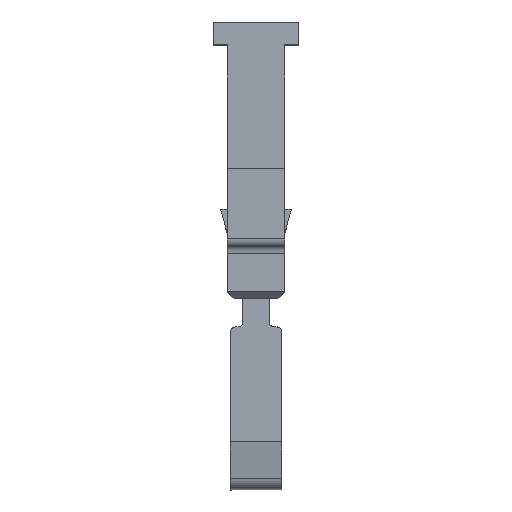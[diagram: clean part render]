
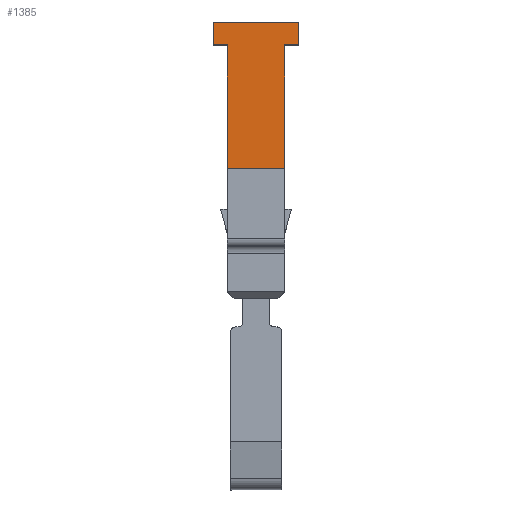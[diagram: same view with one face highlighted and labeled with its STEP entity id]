
A CAD part, top view. The second image highlights one B-rep face of the part: STEP entity #1385.
In plain terms, the highlighted planar face has unit normal (0, 0, 1).
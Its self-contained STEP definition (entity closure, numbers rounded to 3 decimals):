
#12 = CARTESIAN_POINT ( 'NONE',  ( 112.245, 259.11, 173.04 ) ) ;
#13 = DIRECTION ( 'NONE',  ( -1., 0., 0. ) ) ;
#14 = DIRECTION ( 'NONE',  ( 1., 0., 0. ) ) ;
#15 = CARTESIAN_POINT ( 'NONE',  ( 112.245, 260.31, 173.04 ) ) ;
#29 = LINE ( 'NONE', #15, #1610 ) ;
#96 = LINE ( 'NONE', #121, #1698 ) ;
#106 = LINE ( 'NONE', #134, #1655 ) ;
#117 = DIRECTION ( 'NONE',  ( 0., -1., 0. ) ) ;
#121 = CARTESIAN_POINT ( 'NONE',  ( 112.245, 249.51, 173.04 ) ) ;
#124 = DIRECTION ( 'NONE',  ( -1., 0., 0. ) ) ;
#134 = CARTESIAN_POINT ( 'NONE',  ( 108.745, 259.11, 173.04 ) ) ;
#147 = CARTESIAN_POINT ( 'NONE',  ( 112.245, 252.644, 173.04 ) ) ;
#160 = DIRECTION ( 'NONE',  ( -1., 0., 0. ) ) ;
#172 = LINE ( 'NONE', #147, #1656 ) ;
#280 = LINE ( 'NONE', #300, #1716 ) ;
#299 = DIRECTION ( 'NONE',  ( 0., 1., 0. ) ) ;
#300 = CARTESIAN_POINT ( 'NONE',  ( 109.245, 260.31, 173.04 ) ) ;
#733 = PLANE ( 'NONE',  #1841 ) ;
#737 = CARTESIAN_POINT ( 'NONE',  ( 112.245, 260.31, 173.04 ) ) ;
#739 = FACE_OUTER_BOUND ( 'NONE', #2225, .T. ) ;
#742 = DIRECTION ( 'NONE',  ( 0., 0., -1. ) ) ;
#743 = DIRECTION ( 'NONE',  ( -1., 0., 0. ) ) ;
#906 = CARTESIAN_POINT ( 'NONE',  ( 108.495, 259.11, 173.04 ) ) ;
#917 = CARTESIAN_POINT ( 'NONE',  ( 109.245, 252.644, 173.04 ) ) ;
#921 = CARTESIAN_POINT ( 'NONE',  ( 112.245, 252.644, 173.04 ) ) ;
#963 = CARTESIAN_POINT ( 'NONE',  ( 109.245, 259.11, 173.04 ) ) ;
#966 = CARTESIAN_POINT ( 'NONE',  ( 112.245, 259.11, 173.04 ) ) ;
#991 = CARTESIAN_POINT ( 'NONE',  ( 112.995, 259.11, 173.04 ) ) ;
#1000 = CARTESIAN_POINT ( 'NONE',  ( 108.495, 260.31, 173.04 ) ) ;
#1005 = CARTESIAN_POINT ( 'NONE',  ( 112.995, 260.31, 173.04 ) ) ;
#1034 = LINE ( 'NONE', #12, #1611 ) ;
#1130 = EDGE_CURVE ( 'NONE', #2620, #2619, #2429, .T. ) ;
#1132 = EDGE_CURVE ( 'NONE', #2589, #2603, #2398, .T. ) ;
#1181 = EDGE_CURVE ( 'NONE', #2619, #2647, #1034, .T. ) ;
#1190 = EDGE_CURVE ( 'NONE', #2603, #2620, #29, .T. ) ;
#1216 = EDGE_CURVE ( 'NONE', #2647, #2601, #96, .T. ) ;
#1220 = EDGE_CURVE ( 'NONE', #2583, #2589, #106, .T. ) ;
#1227 = EDGE_CURVE ( 'NONE', #2601, #2598, #172, .T. ) ;
#1270 = EDGE_CURVE ( 'NONE', #2598, #2583, #280, .T. ) ;
#1385 = ADVANCED_FACE ( 'NONE', ( #739 ), #733, .F. ) ;
#1526 = VECTOR ( 'NONE', #2406, 1000. ) ;
#1565 = VECTOR ( 'NONE', #2430, 1000. ) ;
#1610 = VECTOR ( 'NONE', #14, 1000. ) ;
#1611 = VECTOR ( 'NONE', #13, 1000. ) ;
#1655 = VECTOR ( 'NONE', #124, 1000. ) ;
#1656 = VECTOR ( 'NONE', #160, 1000. ) ;
#1698 = VECTOR ( 'NONE', #117, 1000. ) ;
#1716 = VECTOR ( 'NONE', #299, 1000. ) ;
#1841 = AXIS2_PLACEMENT_3D ( 'NONE', #737, #742, #743 ) ;
#2066 = ORIENTED_EDGE ( 'NONE', *, *, #1190, .F. ) ;
#2093 = ORIENTED_EDGE ( 'NONE', *, *, #1130, .F. ) ;
#2098 = ORIENTED_EDGE ( 'NONE', *, *, #1132, .F. ) ;
#2130 = ORIENTED_EDGE ( 'NONE', *, *, #1270, .F. ) ;
#2145 = ORIENTED_EDGE ( 'NONE', *, *, #1181, .F. ) ;
#2153 = ORIENTED_EDGE ( 'NONE', *, *, #1220, .F. ) ;
#2172 = ORIENTED_EDGE ( 'NONE', *, *, #1216, .F. ) ;
#2183 = ORIENTED_EDGE ( 'NONE', *, *, #1227, .F. ) ;
#2225 = EDGE_LOOP ( 'NONE', ( #2153, #2130, #2183, #2172, #2145, #2093, #2066, #2098 ) ) ;
#2398 = LINE ( 'NONE', #2402, #1526 ) ;
#2402 = CARTESIAN_POINT ( 'NONE',  ( 108.495, 259.11, 173.04 ) ) ;
#2405 = CARTESIAN_POINT ( 'NONE',  ( 112.995, 260.31, 173.04 ) ) ;
#2406 = DIRECTION ( 'NONE',  ( 0., 1., 0. ) ) ;
#2429 = LINE ( 'NONE', #2405, #1565 ) ;
#2430 = DIRECTION ( 'NONE',  ( 0., -1., 0. ) ) ;
#2583 = VERTEX_POINT ( 'NONE', #963 ) ;
#2589 = VERTEX_POINT ( 'NONE', #906 ) ;
#2598 = VERTEX_POINT ( 'NONE', #917 ) ;
#2601 = VERTEX_POINT ( 'NONE', #921 ) ;
#2603 = VERTEX_POINT ( 'NONE', #1000 ) ;
#2619 = VERTEX_POINT ( 'NONE', #991 ) ;
#2620 = VERTEX_POINT ( 'NONE', #1005 ) ;
#2647 = VERTEX_POINT ( 'NONE', #966 ) ;
